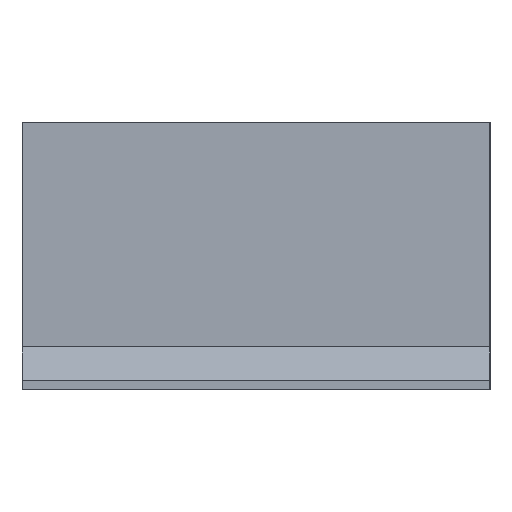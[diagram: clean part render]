
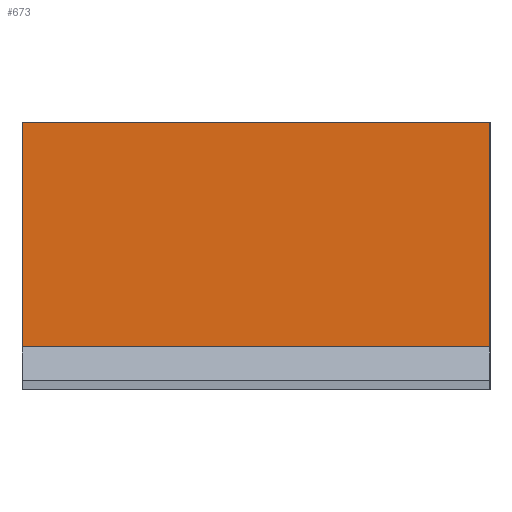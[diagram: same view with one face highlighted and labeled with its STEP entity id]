
A CAD part, left-side view. The second image highlights one B-rep face of the part: STEP entity #673.
In plain terms, the highlighted planar face has unit normal (-1, 0, 0).
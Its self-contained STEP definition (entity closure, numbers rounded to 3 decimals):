
#32 = VERTEX_POINT('',#33);
#33 = CARTESIAN_POINT('',(0.,0.,6.4));
#39 = EDGE_CURVE('',#32,#40,#42,.T.);
#40 = VERTEX_POINT('',#41);
#41 = CARTESIAN_POINT('',(0.,0.,40.));
#42 = LINE('',#43,#44);
#43 = CARTESIAN_POINT('',(0.,0.,0.));
#44 = VECTOR('',#45,1.);
#45 = DIRECTION('',(0.,0.,1.));
#310 = EDGE_CURVE('',#311,#40,#313,.T.);
#311 = VERTEX_POINT('',#312);
#312 = CARTESIAN_POINT('',(0.,70.,40.));
#313 = LINE('',#314,#315);
#314 = CARTESIAN_POINT('',(0.,70.,40.));
#315 = VECTOR('',#316,1.);
#316 = DIRECTION('',(0.,-1.,0.));
#673 = ADVANCED_FACE('',(#674),#692,.F.);
#674 = FACE_BOUND('',#675,.F.);
#675 = EDGE_LOOP('',(#676,#684,#690,#691));
#676 = ORIENTED_EDGE('',*,*,#677,.T.);
#677 = EDGE_CURVE('',#32,#678,#680,.T.);
#678 = VERTEX_POINT('',#679);
#679 = CARTESIAN_POINT('',(0.,70.,6.4));
#680 = LINE('',#681,#682);
#681 = CARTESIAN_POINT('',(0.,0.,6.4));
#682 = VECTOR('',#683,1.);
#683 = DIRECTION('',(0.,1.,0.));
#684 = ORIENTED_EDGE('',*,*,#685,.T.);
#685 = EDGE_CURVE('',#678,#311,#686,.T.);
#686 = LINE('',#687,#688);
#687 = CARTESIAN_POINT('',(0.,70.,0.));
#688 = VECTOR('',#689,1.);
#689 = DIRECTION('',(0.,0.,1.));
#690 = ORIENTED_EDGE('',*,*,#310,.T.);
#691 = ORIENTED_EDGE('',*,*,#39,.F.);
#692 = PLANE('',#693);
#693 = AXIS2_PLACEMENT_3D('',#694,#695,#696);
#694 = CARTESIAN_POINT('',(0.,70.,0.));
#695 = DIRECTION('',(1.,0.,0.));
#696 = DIRECTION('',(0.,-1.,0.));
